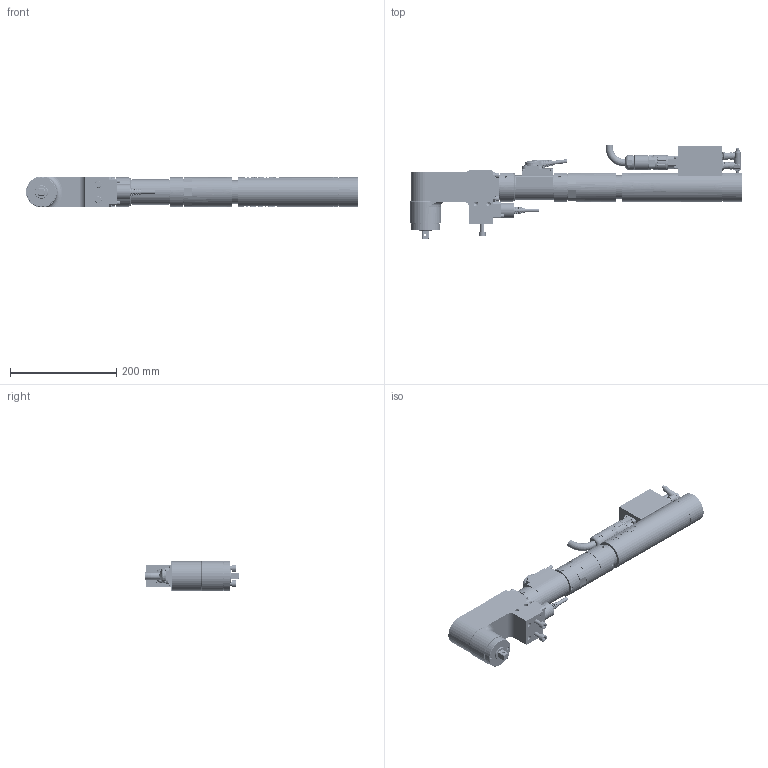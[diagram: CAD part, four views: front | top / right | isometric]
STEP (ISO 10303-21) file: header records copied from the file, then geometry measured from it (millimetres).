
FILE_DESCRIPTION(/* description */ (''),/* implementation_level */ '2;1');
FILE_NAME(/* name */ '2BD110T2A-A_IAM_001.iam.step',/* time_stamp */ '2021-07-21T07:36:28+02:00',/* author */ ('cideon'),/* organization */ (''),/* preprocessor_version */ 'ST-DEVELOPER v17.2',/* originating_system */ 'Autodesk Inventor 2019',/* authorisation */ '');
FILE_SCHEMA (('AUTOMOTIVE_DESIGN { 1 0 10303 214 3 1 1 }'));
Length unit declared in the file: centimetre
Products named in the file (1): Bauteil16
Bounding box: 626 x 176.97 x 58 mm (x, y, z)
Volume: 1756297.4 mm3; surface area: 347216.9 mm2
Topology: 3 solids, 3 shells, 5418 faces, 15480 edges, 10224 vertices
Faces by surface type: plane 3098, cylinder 1313, cone 418, bspline 307, torus 265, sphere 17
Full cylindrical faces by diameter (mm): 0.434 x4, 0.6 x22, 1.6 x2, 1.7 x4, 1.83 x4, 2.1 x4, 2.5 x5, 2.8 x4, 3 x4, 3.2 x2, 3.3 x4, 3.4 x3, 3.5 x1, 4 x2, 4.02 x2, 4.2 x1, 4.5 x1, 5 x8, 5.1 x15, 5.3 x2, 5.5 x14, 5.6 x4, 5.9 x2, 6 x11, 6.3 x2, 6.6 x4, 7 x2, 7.3 x2, 7.5 x5, 8 x4
Entity records: 239715 total; most frequent: CARTESIAN_POINT 94497, ORIENTED_EDGE 30898, DIRECTION 28655, EDGE_CURVE 15449, AXIS2_PLACEMENT_3D 10432, VERTEX_POINT 10223, LINE 7791, VECTOR 7791
